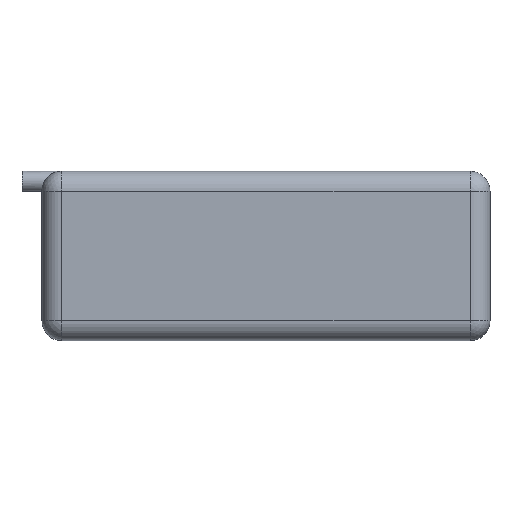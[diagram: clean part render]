
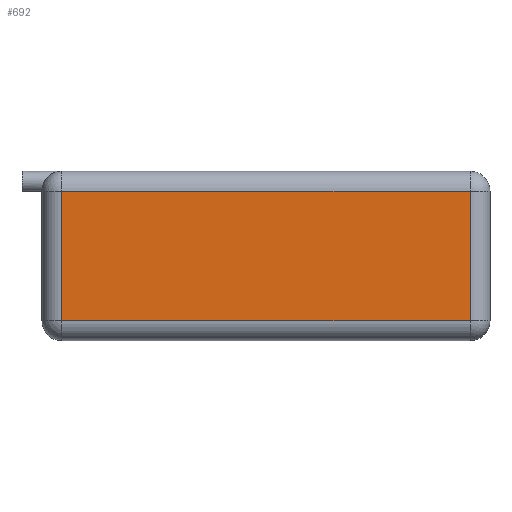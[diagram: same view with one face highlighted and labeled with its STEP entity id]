
A CAD part, top view. The second image highlights one B-rep face of the part: STEP entity #692.
In plain terms, the highlighted planar face has unit normal (0, 0, 1).
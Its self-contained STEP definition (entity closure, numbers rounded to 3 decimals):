
#54=PLANE('',#794);
#99=FACE_OUTER_BOUND('',#147,.T.);
#147=EDGE_LOOP('',(#617,#618,#619,#620));
#177=LINE('',#1242,#226);
#191=LINE('',#1295,#240);
#196=LINE('',#1315,#245);
#197=LINE('',#1317,#246);
#226=VECTOR('',#908,10.);
#240=VECTOR('',#974,10.);
#245=VECTOR('',#1005,10.);
#246=VECTOR('',#1008,10.);
#318=VERTEX_POINT('',#1235);
#321=VERTEX_POINT('',#1240);
#332=VERTEX_POINT('',#1289);
#334=VERTEX_POINT('',#1293);
#394=EDGE_CURVE('',#321,#318,#177,.T.);
#421=EDGE_CURVE('',#334,#332,#191,.T.);
#431=EDGE_CURVE('',#318,#334,#196,.T.);
#432=EDGE_CURVE('',#332,#321,#197,.T.);
#617=ORIENTED_EDGE('',*,*,#394,.F.);
#618=ORIENTED_EDGE('',*,*,#432,.F.);
#619=ORIENTED_EDGE('',*,*,#421,.F.);
#620=ORIENTED_EDGE('',*,*,#431,.F.);
#692=ADVANCED_FACE('',(#99),#54,.T.);
#794=AXIS2_PLACEMENT_3D('',#1316,#1006,#1007);
#908=DIRECTION('',(-1.,0.,0.));
#974=DIRECTION('',(1.,0.,0.));
#1005=DIRECTION('',(0.,1.,0.));
#1006=DIRECTION('center_axis',(0.,0.,1.));
#1007=DIRECTION('ref_axis',(1.,0.,0.));
#1008=DIRECTION('',(0.,-1.,0.));
#1235=CARTESIAN_POINT('',(-20.5,-6.5,6.));
#1240=CARTESIAN_POINT('',(20.5,-6.5,6.));
#1242=CARTESIAN_POINT('',(-11.25,-6.5,6.));
#1289=CARTESIAN_POINT('',(20.5,6.5,6.));
#1293=CARTESIAN_POINT('',(-20.5,6.5,6.));
#1295=CARTESIAN_POINT('',(11.25,6.5,6.));
#1315=CARTESIAN_POINT('',(-20.5,4.25,6.));
#1316=CARTESIAN_POINT('Origin',(0.,0.,6.));
#1317=CARTESIAN_POINT('',(20.5,-4.25,6.));
